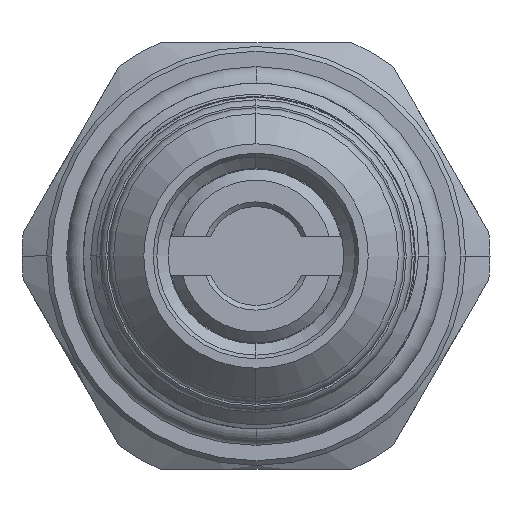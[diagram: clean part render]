
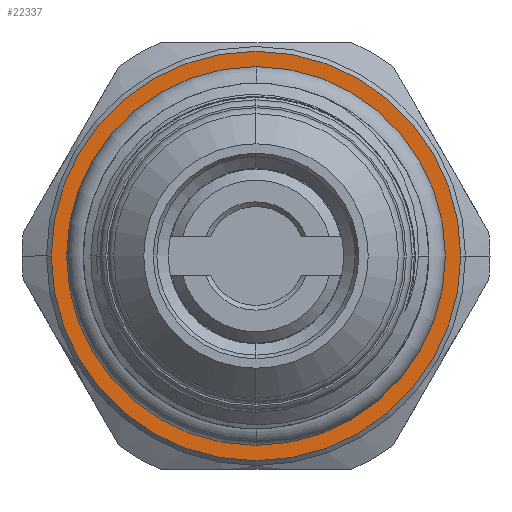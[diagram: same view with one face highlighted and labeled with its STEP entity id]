
A CAD part, left-side view. The second image highlights one B-rep face of the part: STEP entity #22337.
In plain terms, the highlighted planar face has unit normal (-1, 0, 0).
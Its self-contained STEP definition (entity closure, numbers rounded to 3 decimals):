
#458 = CARTESIAN_POINT ( 'NONE',  ( 11., -9.96, 0. ) ) ;
#1402 = EDGE_CURVE ( 'NONE', #13104, #35369, #25012, .T. ) ;
#2045 = CARTESIAN_POINT ( 'NONE',  ( 11., 0., 0. ) ) ;
#2496 = EDGE_LOOP ( 'NONE', ( #11838, #14446 ) ) ;
#3824 = DIRECTION ( 'NONE',  ( -1., 0., 0. ) ) ;
#5032 = DIRECTION ( 'NONE',  ( -1., 0., 0. ) ) ;
#5469 = CIRCLE ( 'NONE', #14518, 12.95 ) ;
#6589 = DIRECTION ( 'NONE',  ( 0., -1., 0. ) ) ;
#7748 = VERTEX_POINT ( 'NONE', #17809 ) ;
#7845 = AXIS2_PLACEMENT_3D ( 'NONE', #19532, #5032, #25746 ) ;
#8264 = DIRECTION ( 'NONE',  ( 1., 0., 0. ) ) ;
#9506 = FACE_OUTER_BOUND ( 'NONE', #35390, .T. ) ;
#11838 = ORIENTED_EDGE ( 'NONE', *, *, #1402, .T. ) ;
#12861 = AXIS2_PLACEMENT_3D ( 'NONE', #20176, #8264, #34757 ) ;
#13104 = VERTEX_POINT ( 'NONE', #458 ) ;
#13876 = DIRECTION ( 'NONE',  ( 1., 0., 0. ) ) ;
#14088 = PLANE ( 'NONE',  #12861 ) ;
#14446 = ORIENTED_EDGE ( 'NONE', *, *, #20787, .T. ) ;
#14518 = AXIS2_PLACEMENT_3D ( 'NONE', #36082, #3824, #6589 ) ;
#16059 = DIRECTION ( 'NONE',  ( 1., 0., 0. ) ) ;
#16461 = FACE_BOUND ( 'NONE', #2496, .T. ) ;
#17450 = EDGE_CURVE ( 'NONE', #7748, #30907, #5469, .T. ) ;
#17667 = EDGE_CURVE ( 'NONE', #30907, #7748, #22560, .T. ) ;
#17809 = CARTESIAN_POINT ( 'NONE',  ( 11., -12.95, 0. ) ) ;
#18505 = ORIENTED_EDGE ( 'NONE', *, *, #17667, .T. ) ;
#19532 = CARTESIAN_POINT ( 'NONE',  ( 11., 0., 0. ) ) ;
#20176 = CARTESIAN_POINT ( 'NONE',  ( 11., 0., -9.46 ) ) ;
#20787 = EDGE_CURVE ( 'NONE', #35369, #13104, #23982, .T. ) ;
#22337 = ADVANCED_FACE ( 'NONE', ( #9506, #16461 ), #14088, .F. ) ;
#22560 = CIRCLE ( 'NONE', #7845, 12.95 ) ;
#22879 = CARTESIAN_POINT ( 'NONE',  ( 11., 12.95, 0. ) ) ;
#23982 = CIRCLE ( 'NONE', #36130, 9.96 ) ;
#24996 = CARTESIAN_POINT ( 'NONE',  ( 11., 0., 0. ) ) ;
#25012 = CIRCLE ( 'NONE', #36135, 9.96 ) ;
#25746 = DIRECTION ( 'NONE',  ( 0., -1., 0. ) ) ;
#28377 = CARTESIAN_POINT ( 'NONE',  ( 11., 9.96, 0. ) ) ;
#28611 = DIRECTION ( 'NONE',  ( 0., -1., 0. ) ) ;
#30907 = VERTEX_POINT ( 'NONE', #22879 ) ;
#32929 = ORIENTED_EDGE ( 'NONE', *, *, #17450, .T. ) ;
#33624 = DIRECTION ( 'NONE',  ( 0., -1., 0. ) ) ;
#34757 = DIRECTION ( 'NONE',  ( 0., -1., 0. ) ) ;
#35369 = VERTEX_POINT ( 'NONE', #28377 ) ;
#35390 = EDGE_LOOP ( 'NONE', ( #32929, #18505 ) ) ;
#36082 = CARTESIAN_POINT ( 'NONE',  ( 11., 0., 0. ) ) ;
#36130 = AXIS2_PLACEMENT_3D ( 'NONE', #2045, #13876, #28611 ) ;
#36135 = AXIS2_PLACEMENT_3D ( 'NONE', #24996, #16059, #33624 ) ;
